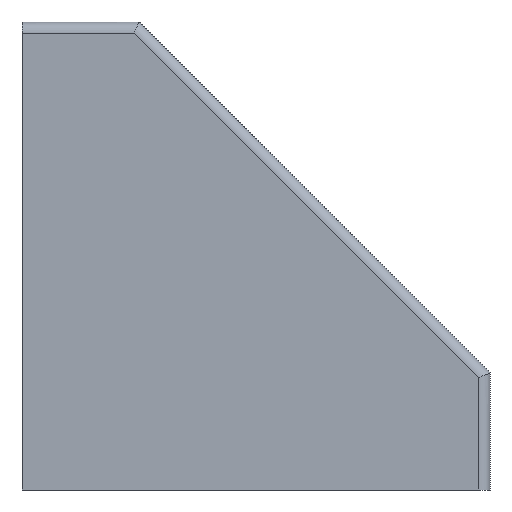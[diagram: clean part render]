
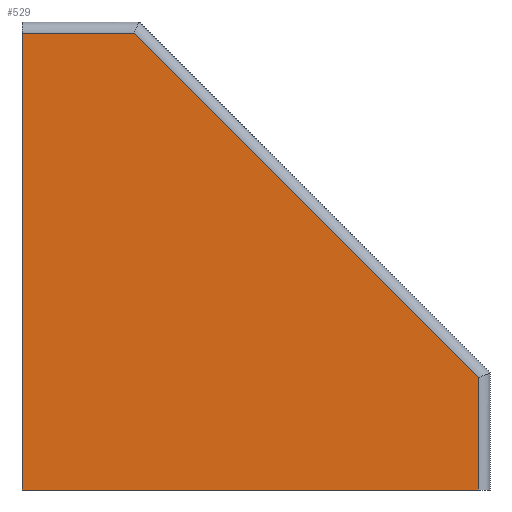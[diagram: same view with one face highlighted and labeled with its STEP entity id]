
A CAD part, left-side view. The second image highlights one B-rep face of the part: STEP entity #529.
In plain terms, the highlighted planar face has unit normal (-1, 0, 0).
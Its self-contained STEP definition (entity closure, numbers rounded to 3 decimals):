
#25=PLANE('',#594);
#47=LINE('',#901,#88);
#50=LINE('',#914,#91);
#52=LINE('',#918,#93);
#53=LINE('',#921,#94);
#54=LINE('',#922,#95);
#88=VECTOR('',#679,10.);
#91=VECTOR('',#690,10.);
#93=VECTOR('',#696,10.);
#94=VECTOR('',#699,10.);
#95=VECTOR('',#700,10.);
#145=FACE_OUTER_BOUND('',#178,.T.);
#178=EDGE_LOOP('',(#412,#413,#414,#415,#416));
#255=VERTEX_POINT('',#899);
#256=VERTEX_POINT('',#900);
#261=VERTEX_POINT('',#911);
#262=VERTEX_POINT('',#913);
#263=VERTEX_POINT('',#920);
#311=EDGE_CURVE('',#255,#256,#47,.T.);
#317=EDGE_CURVE('',#261,#262,#50,.T.);
#320=EDGE_CURVE('',#262,#255,#52,.T.);
#321=EDGE_CURVE('',#263,#261,#53,.T.);
#322=EDGE_CURVE('',#256,#263,#54,.T.);
#412=ORIENTED_EDGE('',*,*,#311,.F.);
#413=ORIENTED_EDGE('',*,*,#320,.F.);
#414=ORIENTED_EDGE('',*,*,#317,.F.);
#415=ORIENTED_EDGE('',*,*,#321,.F.);
#416=ORIENTED_EDGE('',*,*,#322,.F.);
#529=ADVANCED_FACE('',(#145),#25,.T.);
#594=AXIS2_PLACEMENT_3D('',#919,#697,#698);
#679=DIRECTION('',(0.,0.,-1.));
#690=DIRECTION('',(0.,-1.,0.));
#696=DIRECTION('',(0.,-0.707,-0.707));
#697=DIRECTION('center_axis',(-1.,0.,0.));
#698=DIRECTION('ref_axis',(0.,-1.,0.));
#699=DIRECTION('',(0.,0.,1.));
#700=DIRECTION('',(0.,1.,0.));
#899=CARTESIAN_POINT('',(-10.,-9.5,4.793));
#900=CARTESIAN_POINT('',(-10.,-9.5,0.));
#901=CARTESIAN_POINT('',(-10.,-9.5,0.));
#911=CARTESIAN_POINT('',(-10.,10.,19.5));
#913=CARTESIAN_POINT('',(-10.,5.207,19.5));
#914=CARTESIAN_POINT('',(-10.,6.25,19.5));
#918=CARTESIAN_POINT('',(-10.,0.354,14.646));
#919=CARTESIAN_POINT('Origin',(-10.,5.,0.));
#920=CARTESIAN_POINT('',(-10.,10.,0.));
#921=CARTESIAN_POINT('',(-10.,10.,0.));
#922=CARTESIAN_POINT('',(-10.,5.,0.));
